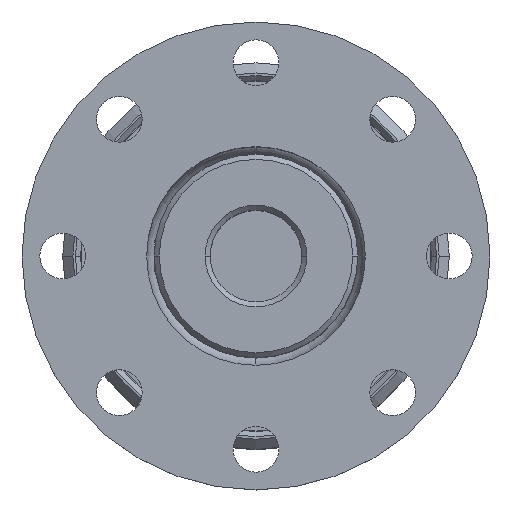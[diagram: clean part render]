
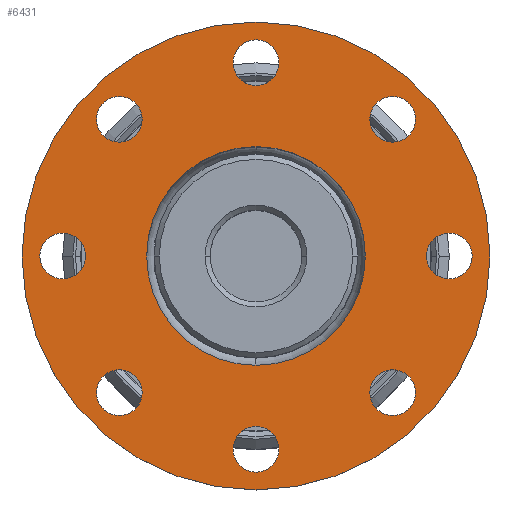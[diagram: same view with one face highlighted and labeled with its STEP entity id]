
A CAD part, top view. The second image highlights one B-rep face of the part: STEP entity #6431.
In plain terms, the highlighted planar face has unit normal (0, 0, 1).
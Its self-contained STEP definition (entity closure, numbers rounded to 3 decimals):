
#5848=CARTESIAN_POINT('',(13.435,-13.435,0.));
#5849=DIRECTION('',(0.,0.,-1.));
#5850=DIRECTION('',(-1.,0.,0.));
#5851=AXIS2_PLACEMENT_3D('',#5848,#5849,#5850);
#5853=CARTESIAN_POINT('',(13.435,-13.435,0.));
#5854=DIRECTION('',(0.,0.,-1.));
#5855=DIRECTION('',(1.,0.,0.));
#5856=AXIS2_PLACEMENT_3D('',#5853,#5854,#5855);
#5858=CARTESIAN_POINT('',(0.,-19.,0.));
#5859=DIRECTION('',(0.,0.,-1.));
#5860=DIRECTION('',(-1.,0.,0.));
#5861=AXIS2_PLACEMENT_3D('',#5858,#5859,#5860);
#5863=CARTESIAN_POINT('',(0.,-19.,0.));
#5864=DIRECTION('',(0.,0.,-1.));
#5865=DIRECTION('',(1.,0.,0.));
#5866=AXIS2_PLACEMENT_3D('',#5863,#5864,#5865);
#5868=CARTESIAN_POINT('',(-13.435,-13.435,0.));
#5869=DIRECTION('',(0.,0.,-1.));
#5870=DIRECTION('',(-1.,0.,0.));
#5871=AXIS2_PLACEMENT_3D('',#5868,#5869,#5870);
#5873=CARTESIAN_POINT('',(-13.435,-13.435,0.));
#5874=DIRECTION('',(0.,0.,-1.));
#5875=DIRECTION('',(1.,0.,0.));
#5876=AXIS2_PLACEMENT_3D('',#5873,#5874,#5875);
#5878=CARTESIAN_POINT('',(-19.,0.,0.));
#5879=DIRECTION('',(0.,0.,-1.));
#5880=DIRECTION('',(-1.,0.,0.));
#5881=AXIS2_PLACEMENT_3D('',#5878,#5879,#5880);
#5883=CARTESIAN_POINT('',(-19.,0.,0.));
#5884=DIRECTION('',(0.,0.,-1.));
#5885=DIRECTION('',(1.,0.,0.));
#5886=AXIS2_PLACEMENT_3D('',#5883,#5884,#5885);
#5888=CARTESIAN_POINT('',(-13.435,13.435,0.));
#5889=DIRECTION('',(0.,0.,-1.));
#5890=DIRECTION('',(-1.,0.,0.));
#5891=AXIS2_PLACEMENT_3D('',#5888,#5889,#5890);
#5893=CARTESIAN_POINT('',(-13.435,13.435,0.));
#5894=DIRECTION('',(0.,0.,-1.));
#5895=DIRECTION('',(1.,0.,0.));
#5896=AXIS2_PLACEMENT_3D('',#5893,#5894,#5895);
#5898=CARTESIAN_POINT('',(0.,19.,0.));
#5899=DIRECTION('',(0.,0.,-1.));
#5900=DIRECTION('',(-1.,0.,0.));
#5901=AXIS2_PLACEMENT_3D('',#5898,#5899,#5900);
#5903=CARTESIAN_POINT('',(0.,19.,0.));
#5904=DIRECTION('',(0.,0.,-1.));
#5905=DIRECTION('',(1.,0.,0.));
#5906=AXIS2_PLACEMENT_3D('',#5903,#5904,#5905);
#5908=CARTESIAN_POINT('',(13.435,13.435,0.));
#5909=DIRECTION('',(0.,0.,-1.));
#5910=DIRECTION('',(-1.,0.,0.));
#5911=AXIS2_PLACEMENT_3D('',#5908,#5909,#5910);
#5913=CARTESIAN_POINT('',(13.435,13.435,0.));
#5914=DIRECTION('',(0.,0.,-1.));
#5915=DIRECTION('',(1.,0.,0.));
#5916=AXIS2_PLACEMENT_3D('',#5913,#5914,#5915);
#5918=CARTESIAN_POINT('',(0.,0.,0.));
#5919=DIRECTION('',(0.,0.,1.));
#5920=DIRECTION('',(-1.,0.,0.));
#5921=AXIS2_PLACEMENT_3D('',#5918,#5919,#5920);
#5923=CARTESIAN_POINT('',(0.,0.,0.));
#5924=DIRECTION('',(0.,0.,-1.));
#5925=DIRECTION('',(-1.,0.,0.));
#5926=AXIS2_PLACEMENT_3D('',#5923,#5924,#5925);
#5928=CARTESIAN_POINT('',(19.,0.,0.));
#5929=DIRECTION('',(0.,0.,-1.));
#5930=DIRECTION('',(-1.,0.,0.));
#5931=AXIS2_PLACEMENT_3D('',#5928,#5929,#5930);
#5933=CARTESIAN_POINT('',(19.,0.,0.));
#5934=DIRECTION('',(0.,0.,-1.));
#5935=DIRECTION('',(1.,0.,0.));
#5936=AXIS2_PLACEMENT_3D('',#5933,#5934,#5935);
#6110=CARTESIAN_POINT('',(0.,0.,0.));
#6111=DIRECTION('',(0.,0.,-1.));
#6112=DIRECTION('',(-1.,0.,0.));
#6113=AXIS2_PLACEMENT_3D('',#6110,#6111,#6112);
#6115=CARTESIAN_POINT('',(0.,0.,0.));
#6116=DIRECTION('',(0.,0.,1.));
#6117=DIRECTION('',(-1.,0.,0.));
#6118=AXIS2_PLACEMENT_3D('',#6115,#6116,#6117);
#6196=CARTESIAN_POINT('',(-23.,0.,0.));
#6197=CARTESIAN_POINT('',(23.,0.,0.));
#6198=VERTEX_POINT('',#6196);
#6199=VERTEX_POINT('',#6197);
#6216=CARTESIAN_POINT('',(-10.75,0.,0.));
#6217=VERTEX_POINT('',#6216);
#6218=CARTESIAN_POINT('',(10.75,0.,0.));
#6219=VERTEX_POINT('',#6218);
#6236=CARTESIAN_POINT('',(16.75,0.,0.));
#6237=CARTESIAN_POINT('',(21.25,0.,0.));
#6238=VERTEX_POINT('',#6236);
#6239=VERTEX_POINT('',#6237);
#6244=CARTESIAN_POINT('',(11.185,13.435,0.));
#6245=CARTESIAN_POINT('',(15.685,13.435,0.));
#6246=VERTEX_POINT('',#6244);
#6247=VERTEX_POINT('',#6245);
#6252=CARTESIAN_POINT('',(-2.25,19.,0.));
#6253=CARTESIAN_POINT('',(2.25,19.,0.));
#6254=VERTEX_POINT('',#6252);
#6255=VERTEX_POINT('',#6253);
#6260=CARTESIAN_POINT('',(-15.685,13.435,0.));
#6261=CARTESIAN_POINT('',(-11.185,13.435,0.));
#6262=VERTEX_POINT('',#6260);
#6263=VERTEX_POINT('',#6261);
#6268=CARTESIAN_POINT('',(-21.25,0.,0.));
#6269=CARTESIAN_POINT('',(-16.75,0.,0.));
#6270=VERTEX_POINT('',#6268);
#6271=VERTEX_POINT('',#6269);
#6276=CARTESIAN_POINT('',(-15.685,-13.435,0.));
#6277=CARTESIAN_POINT('',(-11.185,-13.435,0.));
#6278=VERTEX_POINT('',#6276);
#6279=VERTEX_POINT('',#6277);
#6284=CARTESIAN_POINT('',(-2.25,-19.,0.));
#6285=CARTESIAN_POINT('',(2.25,-19.,0.));
#6286=VERTEX_POINT('',#6284);
#6287=VERTEX_POINT('',#6285);
#6292=CARTESIAN_POINT('',(11.185,-13.435,0.));
#6293=CARTESIAN_POINT('',(15.685,-13.435,0.));
#6294=VERTEX_POINT('',#6292);
#6295=VERTEX_POINT('',#6293);
#6368=CARTESIAN_POINT('',(0.,0.,0.));
#6369=DIRECTION('',(0.,0.,1.));
#6370=DIRECTION('',(1.,0.,0.));
#6371=AXIS2_PLACEMENT_3D('',#6368,#6369,#6370);
#6372=PLANE('',#6371);
#6374=ORIENTED_EDGE('',*,*,#6373,.T.);
#6376=ORIENTED_EDGE('',*,*,#6375,.F.);
#6377=EDGE_LOOP('',(#6374,#6376));
#6378=FACE_OUTER_BOUND('',#6377,.F.);
#6380=ORIENTED_EDGE('',*,*,#6379,.F.);
#6382=ORIENTED_EDGE('',*,*,#6381,.F.);
#6383=EDGE_LOOP('',(#6380,#6382));
#6384=FACE_BOUND('',#6383,.F.);
#6386=ORIENTED_EDGE('',*,*,#6385,.F.);
#6388=ORIENTED_EDGE('',*,*,#6387,.F.);
#6389=EDGE_LOOP('',(#6386,#6388));
#6390=FACE_BOUND('',#6389,.F.);
#6392=ORIENTED_EDGE('',*,*,#6391,.F.);
#6394=ORIENTED_EDGE('',*,*,#6393,.F.);
#6395=EDGE_LOOP('',(#6392,#6394));
#6396=FACE_BOUND('',#6395,.F.);
#6398=ORIENTED_EDGE('',*,*,#6397,.F.);
#6400=ORIENTED_EDGE('',*,*,#6399,.F.);
#6401=EDGE_LOOP('',(#6398,#6400));
#6402=FACE_BOUND('',#6401,.F.);
#6404=ORIENTED_EDGE('',*,*,#6403,.F.);
#6406=ORIENTED_EDGE('',*,*,#6405,.F.);
#6407=EDGE_LOOP('',(#6404,#6406));
#6408=FACE_BOUND('',#6407,.F.);
#6410=ORIENTED_EDGE('',*,*,#6409,.F.);
#6412=ORIENTED_EDGE('',*,*,#6411,.F.);
#6413=EDGE_LOOP('',(#6410,#6412));
#6414=FACE_BOUND('',#6413,.F.);
#6415=ORIENTED_EDGE('',*,*,#6350,.T.);
#6416=ORIENTED_EDGE('',*,*,#6335,.F.);
#6417=EDGE_LOOP('',(#6415,#6416));
#6418=FACE_BOUND('',#6417,.F.);
#6420=ORIENTED_EDGE('',*,*,#6419,.F.);
#6422=ORIENTED_EDGE('',*,*,#6421,.F.);
#6423=EDGE_LOOP('',(#6420,#6422));
#6424=FACE_BOUND('',#6423,.F.);
#6426=ORIENTED_EDGE('',*,*,#6425,.F.);
#6428=ORIENTED_EDGE('',*,*,#6427,.F.);
#6429=EDGE_LOOP('',(#6426,#6428));
#6430=FACE_BOUND('',#6429,.F.);
#6431=ADVANCED_FACE('',(#6378,#6384,#6390,#6396,#6402,#6408,#6414,#6418,#6424,
#6430),#6372,.T.);
#5852=CIRCLE('',#5851,2.25);
#5857=CIRCLE('',#5856,2.25);
#5862=CIRCLE('',#5861,2.25);
#5867=CIRCLE('',#5866,2.25);
#5872=CIRCLE('',#5871,2.25);
#5877=CIRCLE('',#5876,2.25);
#5882=CIRCLE('',#5881,2.25);
#5887=CIRCLE('',#5886,2.25);
#5892=CIRCLE('',#5891,2.25);
#5897=CIRCLE('',#5896,2.25);
#5902=CIRCLE('',#5901,2.25);
#5907=CIRCLE('',#5906,2.25);
#5912=CIRCLE('',#5911,2.25);
#5917=CIRCLE('',#5916,2.25);
#5922=CIRCLE('',#5921,10.75);
#5927=CIRCLE('',#5926,10.75);
#5932=CIRCLE('',#5931,2.25);
#5937=CIRCLE('',#5936,2.25);
#6114=CIRCLE('',#6113,23.);
#6119=CIRCLE('',#6118,23.);
#6335=EDGE_CURVE('',#6217,#6219,#5927,.T.);
#6350=EDGE_CURVE('',#6217,#6219,#5922,.T.);
#6373=EDGE_CURVE('',#6198,#6199,#6114,.T.);
#6375=EDGE_CURVE('',#6198,#6199,#6119,.T.);
#6379=EDGE_CURVE('',#6286,#6287,#5862,.T.);
#6381=EDGE_CURVE('',#6287,#6286,#5867,.T.);
#6385=EDGE_CURVE('',#6278,#6279,#5872,.T.);
#6387=EDGE_CURVE('',#6279,#6278,#5877,.T.);
#6391=EDGE_CURVE('',#6270,#6271,#5882,.T.);
#6393=EDGE_CURVE('',#6271,#6270,#5887,.T.);
#6397=EDGE_CURVE('',#6262,#6263,#5892,.T.);
#6399=EDGE_CURVE('',#6263,#6262,#5897,.T.);
#6403=EDGE_CURVE('',#6254,#6255,#5902,.T.);
#6405=EDGE_CURVE('',#6255,#6254,#5907,.T.);
#6409=EDGE_CURVE('',#6246,#6247,#5912,.T.);
#6411=EDGE_CURVE('',#6247,#6246,#5917,.T.);
#6419=EDGE_CURVE('',#6294,#6295,#5852,.T.);
#6421=EDGE_CURVE('',#6295,#6294,#5857,.T.);
#6425=EDGE_CURVE('',#6238,#6239,#5932,.T.);
#6427=EDGE_CURVE('',#6239,#6238,#5937,.T.);
